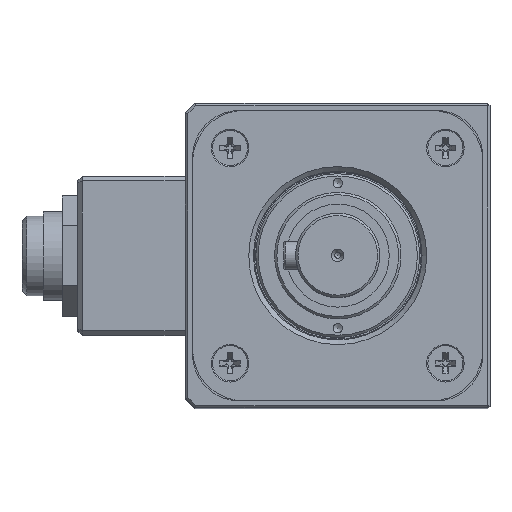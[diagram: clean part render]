
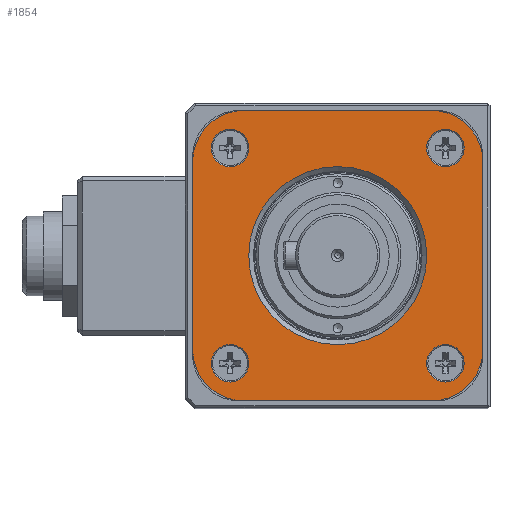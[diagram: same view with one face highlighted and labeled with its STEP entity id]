
A CAD part, top view. The second image highlights one B-rep face of the part: STEP entity #1854.
In plain terms, the highlighted planar face has unit normal (0, 0, 1).
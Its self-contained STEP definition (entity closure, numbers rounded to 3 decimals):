
#1854 = ADVANCED_FACE( '', ( #3842, #3843, #3844, #3845, #3846, #3847 ), #3848, .T. );
#3842 = FACE_BOUND( '', #6679, .T. );
#3843 = FACE_BOUND( '', #6680, .T. );
#3844 = FACE_BOUND( '', #6681, .T. );
#3845 = FACE_BOUND( '', #6682, .T. );
#3846 = FACE_BOUND( '', #6683, .T. );
#3847 = FACE_OUTER_BOUND( '', #6684, .T. );
#3848 = PLANE( '', #6685 );
#6679 = EDGE_LOOP( '', ( #9818 ) );
#6680 = EDGE_LOOP( '', ( #9819 ) );
#6681 = EDGE_LOOP( '', ( #9820 ) );
#6682 = EDGE_LOOP( '', ( #9821 ) );
#6683 = EDGE_LOOP( '', ( #9822 ) );
#6684 = EDGE_LOOP( '', ( #9823, #9824, #9825, #9826, #9827, #9828, #9829, #9830 ) );
#6685 = AXIS2_PLACEMENT_3D( '', #9831, #9832, #9833 );
#9818 = ORIENTED_EDGE( '', *, *, #15587, .T. );
#9819 = ORIENTED_EDGE( '', *, *, #15588, .T. );
#9820 = ORIENTED_EDGE( '', *, *, #15589, .T. );
#9821 = ORIENTED_EDGE( '', *, *, #15590, .T. );
#9822 = ORIENTED_EDGE( '', *, *, #15591, .T. );
#9823 = ORIENTED_EDGE( '', *, *, #15463, .T. );
#9824 = ORIENTED_EDGE( '', *, *, #15592, .T. );
#9825 = ORIENTED_EDGE( '', *, *, #15593, .T. );
#9826 = ORIENTED_EDGE( '', *, *, #15594, .T. );
#9827 = ORIENTED_EDGE( '', *, *, #15595, .T. );
#9828 = ORIENTED_EDGE( '', *, *, #15596, .T. );
#9829 = ORIENTED_EDGE( '', *, *, #15597, .T. );
#9830 = ORIENTED_EDGE( '', *, *, #15598, .T. );
#9831 = CARTESIAN_POINT( '', ( -31., -31., 3.5 ) );
#9832 = DIRECTION( '', ( 0., 0., 1. ) );
#9833 = DIRECTION( '', ( 1., 0., 0. ) );
#15463 = EDGE_CURVE( '', #17905, #17903, #17906, .T. );
#15587 = EDGE_CURVE( '', #18116, #18116, #18117, .F. );
#15588 = EDGE_CURVE( '', #18118, #18118, #18119, .T. );
#15589 = EDGE_CURVE( '', #18120, #18120, #18121, .T. );
#15590 = EDGE_CURVE( '', #18122, #18122, #18123, .T. );
#15591 = EDGE_CURVE( '', #18124, #18124, #18125, .T. );
#15592 = EDGE_CURVE( '', #17903, #18126, #18127, .T. );
#15593 = EDGE_CURVE( '', #18126, #18128, #18129, .T. );
#15594 = EDGE_CURVE( '', #18128, #18130, #18131, .T. );
#15595 = EDGE_CURVE( '', #18130, #18132, #18133, .T. );
#15596 = EDGE_CURVE( '', #18132, #18134, #18135, .T. );
#15597 = EDGE_CURVE( '', #18134, #18136, #18137, .T. );
#15598 = EDGE_CURVE( '', #18136, #17905, #18138, .T. );
#17903 = VERTEX_POINT( '', #21332 );
#17905 = VERTEX_POINT( '', #21335 );
#17906 = LINE( '', #21336, #21337 );
#18116 = VERTEX_POINT( '', #21590 );
#18117 = CIRCLE( '', #21591, 19. );
#18118 = VERTEX_POINT( '', #21592 );
#18119 = CIRCLE( '', #21593, 4. );
#18120 = VERTEX_POINT( '', #21594 );
#18121 = CIRCLE( '', #21595, 4. );
#18122 = VERTEX_POINT( '', #21596 );
#18123 = CIRCLE( '', #21597, 4. );
#18124 = VERTEX_POINT( '', #21598 );
#18125 = CIRCLE( '', #21599, 4. );
#18126 = VERTEX_POINT( '', #21600 );
#18127 = CIRCLE( '', #21601, 11. );
#18128 = VERTEX_POINT( '', #21602 );
#18129 = LINE( '', #21603, #21604 );
#18130 = VERTEX_POINT( '', #21605 );
#18131 = CIRCLE( '', #21606, 11. );
#18132 = VERTEX_POINT( '', #21607 );
#18133 = LINE( '', #21608, #21609 );
#18134 = VERTEX_POINT( '', #21610 );
#18135 = CIRCLE( '', #21611, 11. );
#18136 = VERTEX_POINT( '', #21612 );
#18137 = LINE( '', #21613, #21614 );
#18138 = CIRCLE( '', #21615, 11. );
#21332 = CARTESIAN_POINT( '', ( -31., -20., 3.5 ) );
#21335 = CARTESIAN_POINT( '', ( -31., 20., 3.5 ) );
#21336 = CARTESIAN_POINT( '', ( -31., 31., 3.5 ) );
#21337 = VECTOR( '', #25423, 1000. );
#21590 = CARTESIAN_POINT( '', ( 19., 0., 3.5 ) );
#21591 = AXIS2_PLACEMENT_3D( '', #25617, #25618, #25619 );
#21592 = CARTESIAN_POINT( '', ( 18.981, -22.981, 3.5 ) );
#21593 = AXIS2_PLACEMENT_3D( '', #25620, #25621, #25622 );
#21594 = CARTESIAN_POINT( '', ( 22.981, 18.981, 3.5 ) );
#21595 = AXIS2_PLACEMENT_3D( '', #25623, #25624, #25625 );
#21596 = CARTESIAN_POINT( '', ( -18.981, 22.981, 3.5 ) );
#21597 = AXIS2_PLACEMENT_3D( '', #25626, #25627, #25628 );
#21598 = CARTESIAN_POINT( '', ( -22.981, -18.981, 3.5 ) );
#21599 = AXIS2_PLACEMENT_3D( '', #25629, #25630, #25631 );
#21600 = CARTESIAN_POINT( '', ( -20., -31., 3.5 ) );
#21601 = AXIS2_PLACEMENT_3D( '', #25632, #25633, #25634 );
#21602 = CARTESIAN_POINT( '', ( 20., -31., 3.5 ) );
#21603 = CARTESIAN_POINT( '', ( -31., -31., 3.5 ) );
#21604 = VECTOR( '', #25635, 1000. );
#21605 = CARTESIAN_POINT( '', ( 31., -20., 3.5 ) );
#21606 = AXIS2_PLACEMENT_3D( '', #25636, #25637, #25638 );
#21607 = CARTESIAN_POINT( '', ( 31., 20., 3.5 ) );
#21608 = CARTESIAN_POINT( '', ( 31., -31., 3.5 ) );
#21609 = VECTOR( '', #25639, 1000. );
#21610 = CARTESIAN_POINT( '', ( 20., 31., 3.5 ) );
#21611 = AXIS2_PLACEMENT_3D( '', #25640, #25641, #25642 );
#21612 = CARTESIAN_POINT( '', ( -20., 31., 3.5 ) );
#21613 = CARTESIAN_POINT( '', ( 31., 31., 3.5 ) );
#21614 = VECTOR( '', #25643, 1000. );
#21615 = AXIS2_PLACEMENT_3D( '', #25644, #25645, #25646 );
#25423 = DIRECTION( '', ( 0., -1., 0. ) );
#25617 = CARTESIAN_POINT( '', ( 0., 0., 3.5 ) );
#25618 = DIRECTION( '', ( 0., 0., 1. ) );
#25619 = DIRECTION( '', ( 1., 0., 0. ) );
#25620 = CARTESIAN_POINT( '', ( 22.981, -22.981, 3.5 ) );
#25621 = DIRECTION( '', ( 0., 0., -1. ) );
#25622 = DIRECTION( '', ( -1., 0., 0. ) );
#25623 = CARTESIAN_POINT( '', ( 22.981, 22.981, 3.5 ) );
#25624 = DIRECTION( '', ( 0., 0., -1. ) );
#25625 = DIRECTION( '', ( 0., -1., 0. ) );
#25626 = CARTESIAN_POINT( '', ( -22.981, 22.981, 3.5 ) );
#25627 = DIRECTION( '', ( 0., 0., -1. ) );
#25628 = DIRECTION( '', ( 1., 0., 0. ) );
#25629 = CARTESIAN_POINT( '', ( -22.981, -22.981, 3.5 ) );
#25630 = DIRECTION( '', ( 0., 0., -1. ) );
#25631 = DIRECTION( '', ( 0., 1., 0. ) );
#25632 = CARTESIAN_POINT( '', ( -20., -20., 3.5 ) );
#25633 = DIRECTION( '', ( 0., 0., 1. ) );
#25634 = DIRECTION( '', ( 1., 0., 0. ) );
#25635 = DIRECTION( '', ( 1., 0., 0. ) );
#25636 = CARTESIAN_POINT( '', ( 20., -20., 3.5 ) );
#25637 = DIRECTION( '', ( 0., 0., 1. ) );
#25638 = DIRECTION( '', ( 1., 0., 0. ) );
#25639 = DIRECTION( '', ( 0., 1., 0. ) );
#25640 = CARTESIAN_POINT( '', ( 20., 20., 3.5 ) );
#25641 = DIRECTION( '', ( 0., 0., 1. ) );
#25642 = DIRECTION( '', ( 1., 0., 0. ) );
#25643 = DIRECTION( '', ( -1., 0., 0. ) );
#25644 = CARTESIAN_POINT( '', ( -20., 20., 3.5 ) );
#25645 = DIRECTION( '', ( 0., 0., 1. ) );
#25646 = DIRECTION( '', ( 1., 0., 0. ) );
